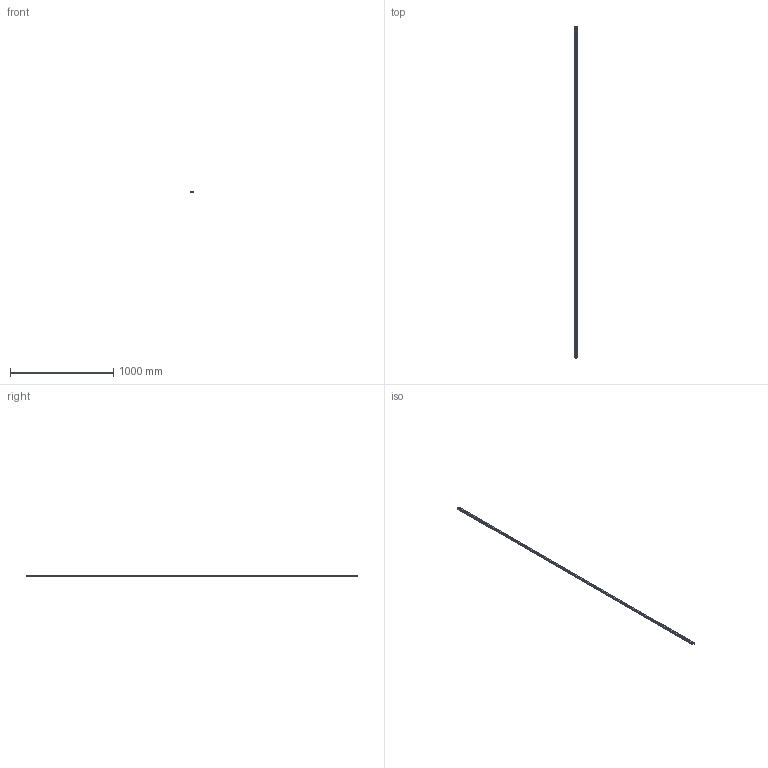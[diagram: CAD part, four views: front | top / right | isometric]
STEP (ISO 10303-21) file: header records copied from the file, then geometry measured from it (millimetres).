
FILE_DESCRIPTION(('STEP AP214'),'1');
FILE_NAME('cctmp_66537672-AF47-4835-97F8-629688FF170A_2020_5_18_14_5_21_415..stp','2020-05-18T12:05:21',('HIWIN GmbH'),('CADClick - www.CADClick.com'),'Spatial InterOp 3D',' ','unknown authorization');
FILE_SCHEMA(('AUTOMOTIVE_DESIGN'));
Length unit declared in the file: millimetre
Products named in the file (1): HGR20R3210H_FILE
Bounding box: 20 x 3210 x 17.5 mm (x, y, z)
Volume: 917308.8 mm3; surface area: 272395.9 mm2
Topology: 1 solids, 1 shells, 593 faces, 1275 edges, 850 vertices
Faces by surface type: cylinder 346, plane 247
Entity records: 21169 total; most frequent: DIRECTION 3155, CARTESIAN_POINT 2719, ORIENTED_EDGE 2550, AXIS2_PLACEMENT_3D 1286, EDGE_CURVE 1275, VERTEX_POINT 850, EDGE_LOOP 759, CIRCLE 692
